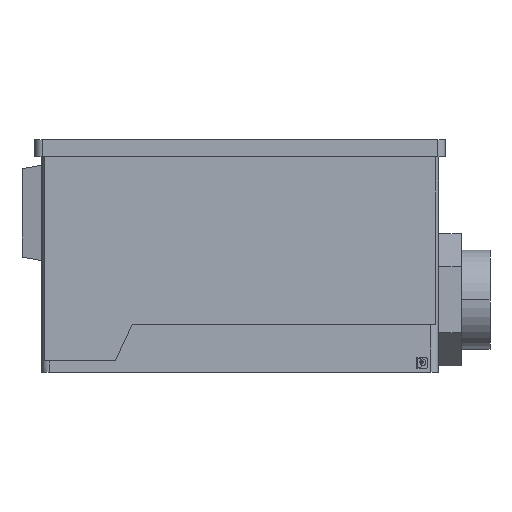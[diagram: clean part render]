
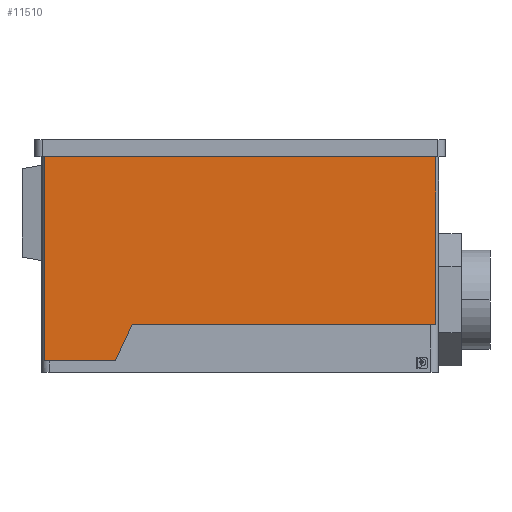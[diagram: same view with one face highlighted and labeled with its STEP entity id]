
A CAD part, left-side view. The second image highlights one B-rep face of the part: STEP entity #11510.
In plain terms, the highlighted face is planar.
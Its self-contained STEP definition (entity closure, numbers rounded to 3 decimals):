
#110=CARTESIAN_POINT('',(94.315,2.003,4.5));
#120=VERTEX_POINT('',#110);
#640=CARTESIAN_POINT('',(-8.331,2.003,4.5));
#650=VERTEX_POINT('',#640);
#680=CARTESIAN_POINT('',(18.454,2.003,4.5));
#690=DIRECTION('',(1.,0.,0.));
#700=VECTOR('',#690,1.);
#710=LINE('',#680,#700);
#720=EDGE_CURVE('',#650,#120,#710,.T.);
#6470=CARTESIAN_POINT('',(-8.331,2.003,48.5));
#6480=VERTEX_POINT('',#6470);
#6510=CARTESIAN_POINT('',(-8.331,2.003,12.));
#6520=DIRECTION('',(0.,0.,1.));
#6530=VECTOR('',#6520,1.);
#6540=LINE('',#6510,#6530);
#6550=EDGE_CURVE('',#650,#6480,#6540,.T.);
#10360=CARTESIAN_POINT('',(71.292,2.003,48.5));
#10370=VERTEX_POINT('',#10360);
#10400=CARTESIAN_POINT('',(63.454,2.003,48.5));
#10410=DIRECTION('',(1.,0.,0.));
#10420=VECTOR('',#10410,1.);
#10430=LINE('',#10400,#10420);
#10440=EDGE_CURVE('',#6480,#10370,#10430,.T.);
#10730=CARTESIAN_POINT('',(75.722,2.003,58.));
#10740=VERTEX_POINT('',#10730);
#10770=CARTESIAN_POINT('',(71.292,2.003,48.5));
#10780=DIRECTION('',(0.423,0.,0.906));
#10790=VECTOR('',#10780,1.);
#10800=LINE('',#10770,#10790);
#10810=EDGE_CURVE('',#10370,#10740,#10800,.T.);
#11120=CARTESIAN_POINT('',(94.315,2.003,58.));
#11130=VERTEX_POINT('',#11120);
#11160=CARTESIAN_POINT('',(65.516,2.003,58.));
#11170=DIRECTION('',(1.,0.,0.));
#11180=VECTOR('',#11170,1.);
#11190=LINE('',#11160,#11180);
#11200=EDGE_CURVE('',#10740,#11130,#11190,.T.);
#11330=CARTESIAN_POINT('',(27.564,2.003,50.25));
#11340=DIRECTION('',(0.,-1.,0.));
#11350=DIRECTION('',(1.,0.,0.));
#11360=AXIS2_PLACEMENT_3D('',#11330,#11340,#11350);
#11370=PLANE('',#11360);
#11380=ORIENTED_EDGE('',*,*,#10810,.F.);
#11390=ORIENTED_EDGE('',*,*,#11200,.F.);
#11400=CARTESIAN_POINT('',(94.315,2.003,0.));
#11410=DIRECTION('',(0.,0.,1.));
#11420=VECTOR('',#11410,1.);
#11430=LINE('',#11400,#11420);
#11440=EDGE_CURVE('',#120,#11130,#11430,.T.);
#11450=ORIENTED_EDGE('',*,*,#11440,.T.);
#11460=ORIENTED_EDGE('',*,*,#720,.T.);
#11470=ORIENTED_EDGE('',*,*,#6550,.F.);
#11480=ORIENTED_EDGE('',*,*,#10440,.F.);
#11490=EDGE_LOOP('',(#11480,#11470,#11460,#11450,#11390,#11380));
#11500=FACE_OUTER_BOUND('',#11490,.T.);
#11510=ADVANCED_FACE('',(#11500),#11370,.T.);
